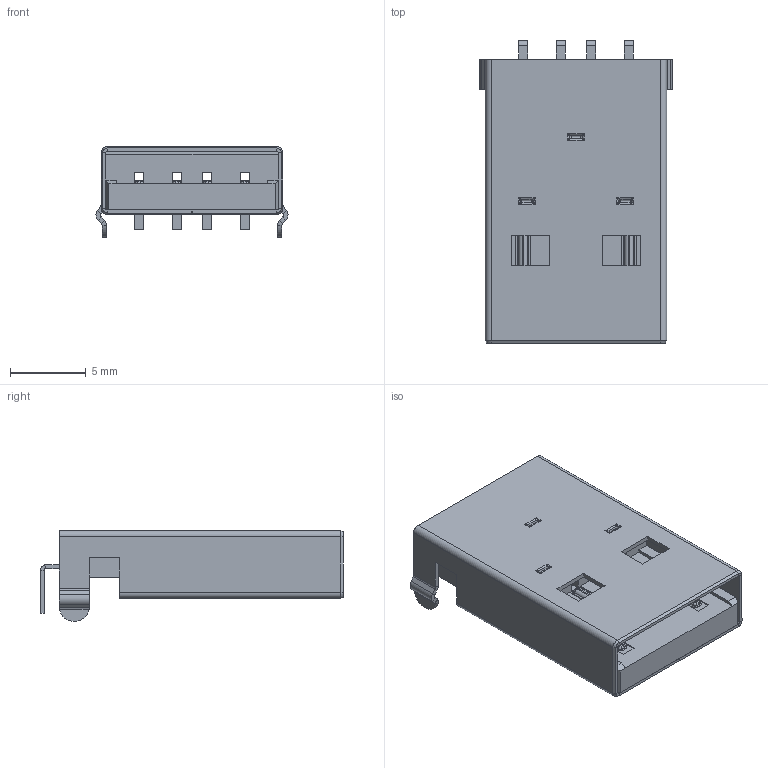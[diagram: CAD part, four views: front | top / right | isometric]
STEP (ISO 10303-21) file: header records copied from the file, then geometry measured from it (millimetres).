
FILE_DESCRIPTION(/* description */ (''),/* implementation_level */ '2;1');
FILE_NAME(/* name */ 'USB-A Right Angle Solder Plug.stp',/* time_stamp */ '2019-10-24T17:22:54+02:00',/* author */ ('Bernd das Brot'),/* organization */ (''),/* preprocessor_version */ 'ST-DEVELOPER v18',/* originating_system */ 'Autodesk Inventor 2020',/* authorisation */ '');
FILE_SCHEMA (('AUTOMOTIVE_DESIGN { 1 0 10303 214 3 1 1 }'));
Length unit declared in the file: millimetre
Products named in the file (5): USB-A Right Angle Solder Plug; USB-A Right Angle Solder Plug Shell; USB-A Right Angle Solder Plug Inlay; USB-A Right Angle Solder Plug Contact 1; USB-A Right Angle Solder Plug Contact 2
Assembly tree (6 placements, depth 2):
  USB-A Right Angle Solder Plug
    USB-A Right Angle Solder Plug Shell
    USB-A Right Angle Solder Plug Inlay
    USB-A Right Angle Solder Plug Contact 1  x2
    USB-A Right Angle Solder Plug Contact 2  x2
Bounding box: 12.7 x 20.04 x 6.02 mm (x, y, z)
Volume: 708.4 mm3; surface area: 2131.9 mm2
Topology: 6 solids, 6 shells, 743 faces, 1772 edges, 1011 vertices
Faces by surface type: plane 383, cylinder 226, bspline 75, cone 22, torus 20, sphere 17
Full cylindrical faces by diameter (mm): 1 x2
Entity records: 18025 total; most frequent: CARTESIAN_POINT 4285, DIRECTION 2843, ORIENTED_EDGE 2792, EDGE_CURVE 1396, AXIS2_PLACEMENT_3D 948, LINE 947, VECTOR 947, VERTEX_POINT 827
